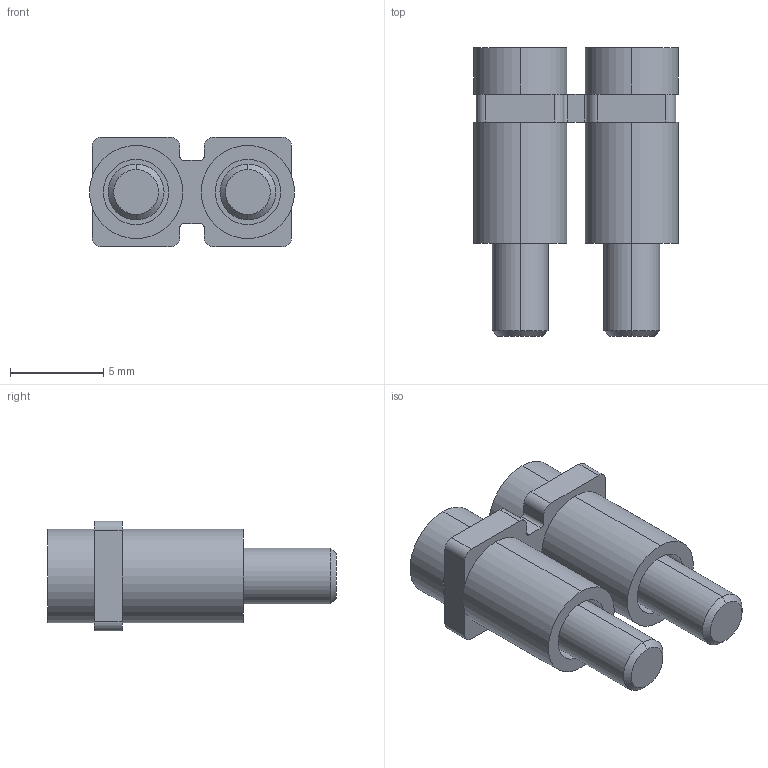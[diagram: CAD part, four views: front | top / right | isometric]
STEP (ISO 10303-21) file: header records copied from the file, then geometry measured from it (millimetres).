
FILE_DESCRIPTION (( 'STEP AP214' ), '1' );
FILE_NAME ('UK 4-2.STEP', '2013-10-29T10:34:22', ( 'arge' ), ( 'Microsoft' ), 'SwSTEP 2.0', 'SolidWorks 2013', '' );
FILE_SCHEMA (( 'AUTOMOTIVE_DESIGN' ));
Length unit declared in the file: millimetre
Products named in the file (1): UK 4-2
Bounding box: 11 x 15.5 x 5.9 mm (x, y, z)
Volume: 446 mm3; surface area: 1078 mm2
Topology: 7 solids, 7 shells, 132 faces, 296 edges, 182 vertices
Faces by surface type: cylinder 56, plane 38, torus 30, cone 8
Entity records: 5292 total; most frequent: DIRECTION 726, CARTESIAN_POINT 651, ORIENTED_EDGE 592, AXIS2_PLACEMENT_3D 305, EDGE_CURVE 296, VERTEX_POINT 182, CIRCLE 172, EDGE_LOOP 148
